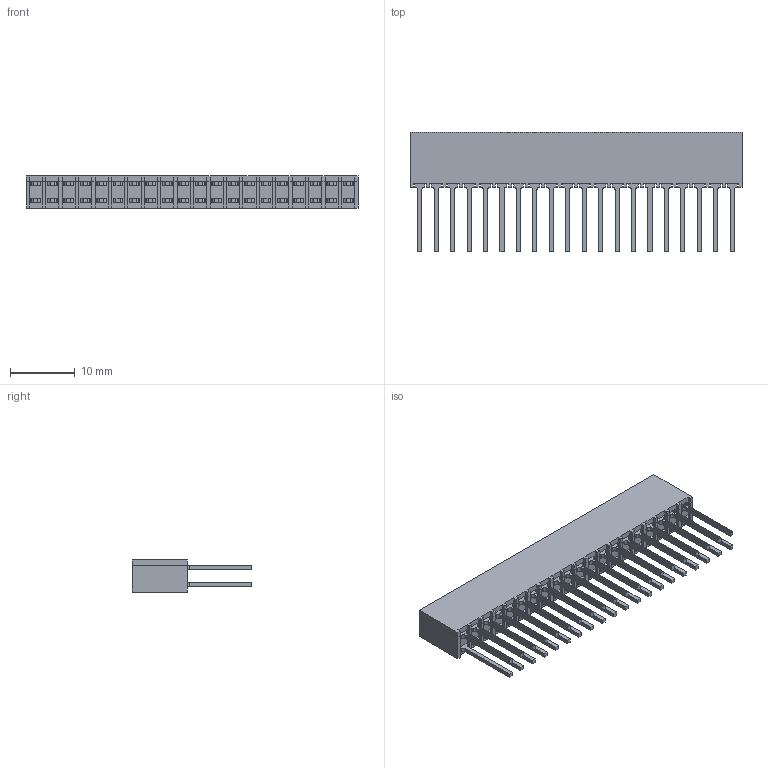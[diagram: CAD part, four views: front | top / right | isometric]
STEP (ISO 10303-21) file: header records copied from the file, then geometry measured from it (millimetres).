
FILE_DESCRIPTION(/* description */ (''),/* implementation_level */ '2;1');
FILE_NAME(/* name */ 'REF-182684-02-x.step',/* time_stamp */ '2019-03-11T15:55:47+00:00',/* author */ (''),/* organization */ (''),/* preprocessor_version */ 'ST-DEVELOPER v17.2',/* originating_system */ 'Autodesk Translation Framework v7.6.0.251',/* authorisation */ '');
FILE_SCHEMA (('AUTOMOTIVE_DESIGN { 1 0 10303 214 3 1 1 }'));
Length unit declared in the file: millimetre
Products named in the file (1): (Unsaved)
Bounding box: 51.31 x 18.52 x 4.95 mm (x, y, z)
Volume: 368.7 mm3; surface area: 2996.4 mm2
Topology: 1 solids, 2 shells, 851 faces, 2424 edges, 1616 vertices
Faces by surface type: plane 771, cylinder 80
Entity records: 26935 total; most frequent: CARTESIAN_POINT 4892, ORIENTED_EDGE 4484, DIRECTION 4288, EDGE_CURVE 2424, LINE 2264, VECTOR 2264, VERTEX_POINT 1616, AXIS2_PLACEMENT_3D 1012
